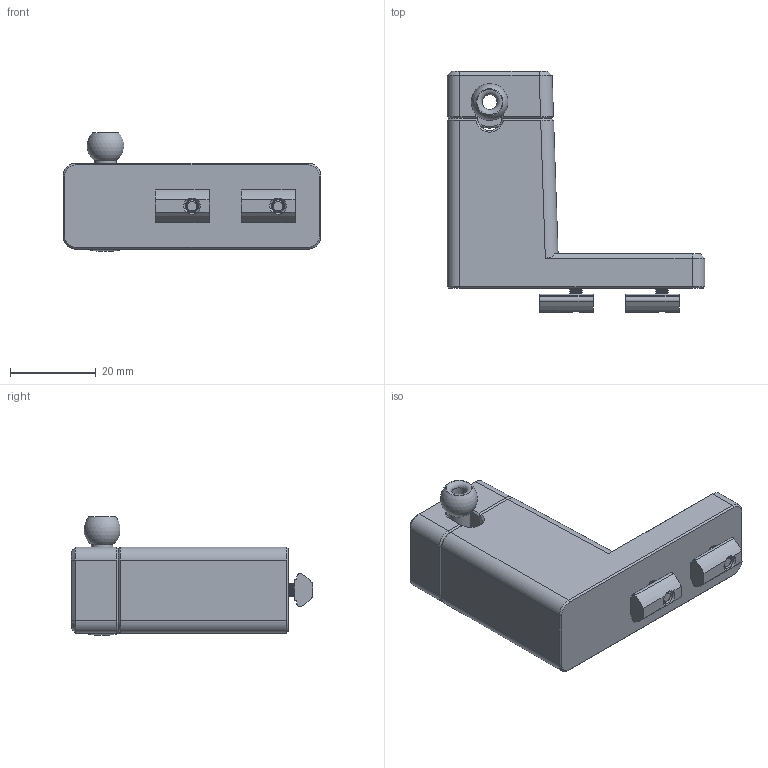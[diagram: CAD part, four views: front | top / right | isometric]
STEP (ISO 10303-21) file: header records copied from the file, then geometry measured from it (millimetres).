
FILE_DESCRIPTION(/* description */ (''),/* implementation_level */ '2;1');
FILE_NAME(/* name */ 'Prusawire_key-bak_anchor.step',/* time_stamp */ '2025-08-04T18:28:18+03:00',/* author */ (''),/* organization */ (''),/* preprocessor_version */ 'ST-DEVELOPER v20.1',/* originating_system */ 'Autodesk Translation Framework v14.10.0.0',/* authorisation */ '');
FILE_SCHEMA (('AUTOMOTIVE_DESIGN { 1 0 10303 214 3 1 1 }'));
Length unit declared in the file: millimetre
Products named in the file (9): Door Puller Anchor; door_puller_anchor; M3 heat set; key-bak_end; M3x12 SHCS; M3x12 SHCS (1); M3x10 SHCS_2; M3 Roll-In T Nut; key-bak_annchor_cap
Assembly tree (11 placements, depth 3):
  Door Puller Anchor
    door_puller_anchor
      M3 heat set  x2
      key-bak_end
      M3x12 SHCS
      M3x12 SHCS (1)
    M3 Roll-In T Nut  x2
    M3x10 SHCS_2  x2
    key-bak_annchor_cap
Bounding box: 60 x 56.2 x 27.52 mm (x, y, z)
Volume: 29737.8 mm3; surface area: 12147.8 mm2
Topology: 11 solids, 11 shells, 599 faces, 1600 edges, 1041 vertices
Faces by surface type: cylinder 192, bspline 176, plane 151, cone 75, torus 3, sphere 2
Full cylindrical faces by diameter (mm): 2.356 x36, 2.9 x2, 2.927 x24, 3 x2, 3.086 x2, 3.4 x4, 3.5 x2, 4.2 x2, 4.25 x2, 4.6 x2, 4.7 x2, 5 x2, 5.5 x4, 6 x4
Entity records: 26070 total; most frequent: CARTESIAN_POINT 16768, ORIENTED_EDGE 2038, DIRECTION 1651, EDGE_CURVE 1019, VERTEX_POINT 652, AXIS2_PLACEMENT_3D 640, EDGE_LOOP 427, FACE_OUTER_BOUND 396
